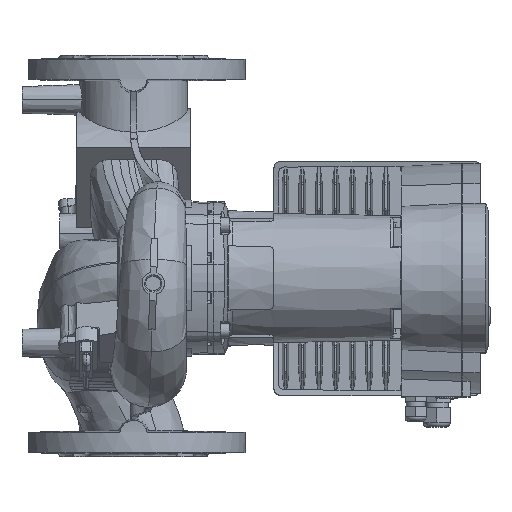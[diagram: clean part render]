
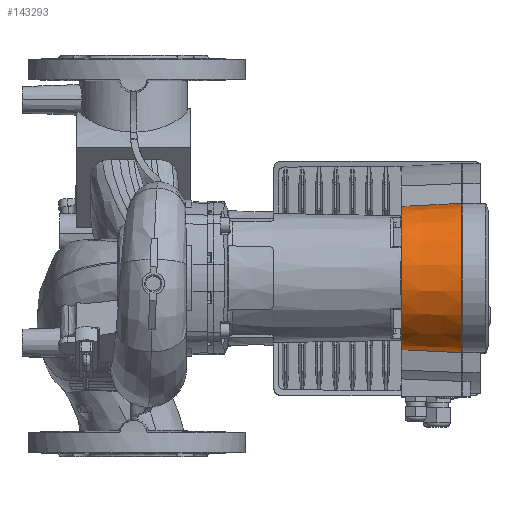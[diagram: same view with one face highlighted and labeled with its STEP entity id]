
A CAD part, top view. The second image highlights one B-rep face of the part: STEP entity #143293.
In plain terms, the highlighted conical face has half-angle 3 degrees and reference radius 67 mm.
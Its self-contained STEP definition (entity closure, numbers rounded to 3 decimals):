
#9638 = EDGE_CURVE ( 'NONE', #41622, #17814, #48333, .T. ) ;
#10817 = EDGE_CURVE ( 'NONE', #42220, #42253, #30750, .T. ) ;
#11544 = EDGE_CURVE ( 'NONE', #17814, #17769, #185108, .T. ) ;
#11700 = EDGE_CURVE ( 'NONE', #42220, #41622, #71292, .T. ) ;
#17769 = VERTEX_POINT ( 'NONE', #58591 ) ;
#17814 = VERTEX_POINT ( 'NONE', #58721 ) ;
#24569 = CARTESIAN_POINT ( 'NONE',  ( 248.432, -66.146, 1.415 ) ) ;
#24579 = CARTESIAN_POINT ( 'NONE',  ( 232.365, -65.316, 0.707 ) ) ;
#24580 = CARTESIAN_POINT ( 'NONE',  ( 216.298, -64.474, 0. ) ) ;
#24581 = CARTESIAN_POINT ( 'NONE',  ( 264.5, -66.966, 2.126 ) ) ;
#24911 = CARTESIAN_POINT ( 'NONE',  ( 210.5, 0., 0. ) ) ;
#24912 = DIRECTION ( 'NONE',  ( 1., 0., 0. ) ) ;
#24913 = DIRECTION ( 'NONE',  ( 0., -1., 0. ) ) ;
#30750 = LINE ( 'NONE', #30758, #69757 ) ;
#30758 = CARTESIAN_POINT ( 'NONE',  ( 264.5, 67., 0. ) ) ;
#30761 = DIRECTION ( 'NONE',  ( 0.999, 0.052, 0. ) ) ;
#41622 = VERTEX_POINT ( 'NONE', #59509 ) ;
#42220 = VERTEX_POINT ( 'NONE', #59585 ) ;
#42237 = VERTEX_POINT ( 'NONE', #59599 ) ;
#42253 = VERTEX_POINT ( 'NONE', #59614 ) ;
#45380 = VECTOR ( 'NONE', #48336, 1000. ) ;
#48333 = LINE ( 'NONE', #48335, #45380 ) ;
#48335 = CARTESIAN_POINT ( 'NONE',  ( 264.5, -67., 0. ) ) ;
#48336 = DIRECTION ( 'NONE',  ( 0.999, -0.052, 0. ) ) ;
#53006 = EDGE_CURVE ( 'NONE', #42253, #42237, #185175, .T. ) ;
#53012 = EDGE_CURVE ( 'NONE', #42237, #17769, #69673, .T. ) ;
#58591 = CARTESIAN_POINT ( 'NONE',  ( 264.5, -66.966, 2.126 ) ) ;
#58721 = CARTESIAN_POINT ( 'NONE',  ( 216.298, -64.474, 0. ) ) ;
#59509 = CARTESIAN_POINT ( 'NONE',  ( 210.5, -64.17, 0. ) ) ;
#59585 = CARTESIAN_POINT ( 'NONE',  ( 210.5, 64.17, 0. ) ) ;
#59599 = CARTESIAN_POINT ( 'NONE',  ( 264.5, 66.966, 2.126 ) ) ;
#59614 = CARTESIAN_POINT ( 'NONE',  ( 216.298, 64.474, 0. ) ) ;
#59873 = CARTESIAN_POINT ( 'NONE',  ( 232.365, 65.316, 0.707 ) ) ;
#59876 = CARTESIAN_POINT ( 'NONE',  ( 216.298, 64.474, 0. ) ) ;
#59883 = CARTESIAN_POINT ( 'NONE',  ( 248.432, 66.146, 1.415 ) ) ;
#59885 = CARTESIAN_POINT ( 'NONE',  ( 264.5, 66.966, 2.126 ) ) ;
#59898 = CARTESIAN_POINT ( 'NONE',  ( 264.5, 0., 0. ) ) ;
#59900 = DIRECTION ( 'NONE',  ( 1., 0., 0. ) ) ;
#59902 = DIRECTION ( 'NONE',  ( 0., -1., 0. ) ) ;
#62019 = ORIENTED_EDGE ( 'NONE', *, *, #10817, .F. ) ;
#62021 = ORIENTED_EDGE ( 'NONE', *, *, #11700, .T. ) ;
#62023 = ORIENTED_EDGE ( 'NONE', *, *, #9638, .T. ) ;
#62025 = ORIENTED_EDGE ( 'NONE', *, *, #11544, .T. ) ;
#62027 = ORIENTED_EDGE ( 'NONE', *, *, #53012, .F. ) ;
#62029 = ORIENTED_EDGE ( 'NONE', *, *, #53006, .F. ) ;
#69673 = CIRCLE ( 'NONE', #69691, 67. ) ;
#69691 = AXIS2_PLACEMENT_3D ( 'NONE', #59898, #59900, #59902 ) ;
#69757 = VECTOR ( 'NONE', #30761, 1000. ) ;
#71292 = CIRCLE ( 'NONE', #71302, 64.17 ) ;
#71302 = AXIS2_PLACEMENT_3D ( 'NONE', #24911, #24912, #24913 ) ;
#143293 = ADVANCED_FACE ( 'NONE', ( #189073 ), #151788, .T. ) ;
#151787 = AXIS2_PLACEMENT_3D ( 'NONE', #189070, #189018, #189101 ) ;
#151788 = CONICAL_SURFACE ( 'NONE', #151787, 67., 0.052 ) ;
#177617 = EDGE_LOOP ( 'NONE', ( #62019, #62021, #62023, #62025, #62027, #62029 ) ) ;
#185108 = B_SPLINE_CURVE_WITH_KNOTS ( 'NONE', 3,
 ( #24580, #24579, #24569, #24581 ),
 .UNSPECIFIED., .F., .F.,
 ( 4, 4 ),
 ( 0.006, 0.054 ),
 .UNSPECIFIED. ) ;
#185175 = B_SPLINE_CURVE_WITH_KNOTS ( 'NONE', 3,
 ( #59876, #59873, #59883, #59885 ),
 .UNSPECIFIED., .F., .F.,
 ( 4, 4 ),
 ( 0.006, 0.054 ),
 .UNSPECIFIED. ) ;
#189018 = DIRECTION ( 'NONE',  ( 1., 0., 0. ) ) ;
#189070 = CARTESIAN_POINT ( 'NONE',  ( 264.5, 0., 0. ) ) ;
#189073 = FACE_OUTER_BOUND ( 'NONE', #177617, .T. ) ;
#189101 = DIRECTION ( 'NONE',  ( 0., -1., 0. ) ) ;
